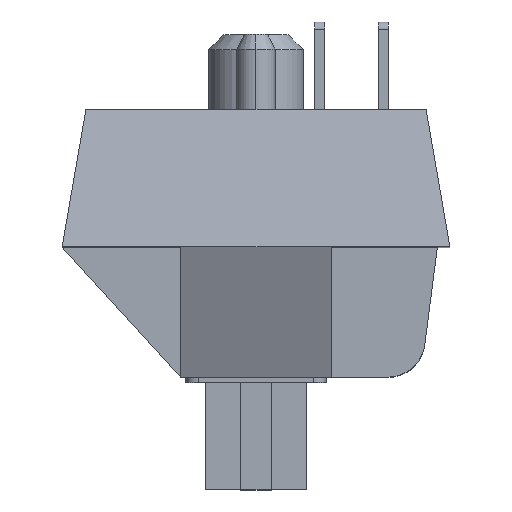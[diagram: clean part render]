
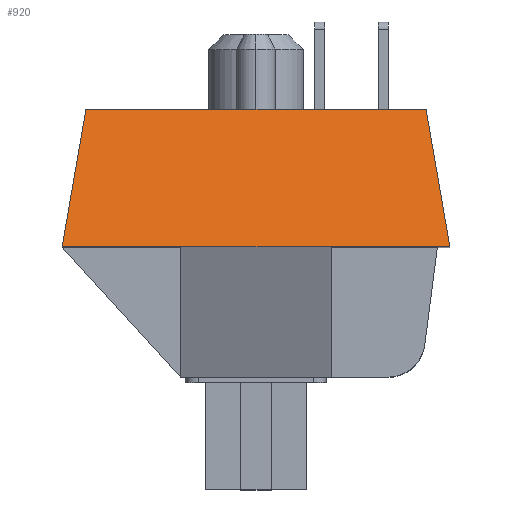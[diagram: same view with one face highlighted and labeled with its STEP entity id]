
A CAD part, top view. The second image highlights one B-rep face of the part: STEP entity #920.
In plain terms, the highlighted planar face has unit normal (0, 0.263, 0.965).
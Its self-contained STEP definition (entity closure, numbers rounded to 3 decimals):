
#80 = CARTESIAN_POINT ( 'NONE',  ( -7.75, 0., 7.75 ) ) ;
#290 = CARTESIAN_POINT ( 'NONE',  ( 6.8, 5.5, 6.25 ) ) ;
#319 = LINE ( 'NONE', #290, #2704 ) ;
#420 = CARTESIAN_POINT ( 'NONE',  ( 0., 0., 7.75 ) ) ;
#425 = ORIENTED_EDGE ( 'NONE', *, *, #2535, .F. ) ;
#624 = CARTESIAN_POINT ( 'NONE',  ( -3., 0., 7.75 ) ) ;
#670 = VERTEX_POINT ( 'NONE', #2906 ) ;
#674 = LINE ( 'NONE', #420, #692 ) ;
#692 = VECTOR ( 'NONE', #2136, 1000. ) ;
#715 = CARTESIAN_POINT ( 'NONE',  ( 0., 5.5, 6.25 ) ) ;
#782 = ORIENTED_EDGE ( 'NONE', *, *, #1221, .T. ) ;
#792 = CARTESIAN_POINT ( 'NONE',  ( -6.8, 5.5, 6.25 ) ) ;
#879 = VERTEX_POINT ( 'NONE', #792 ) ;
#920 = ADVANCED_FACE ( 'NONE', ( #1030 ), #2011, .T. ) ;
#928 = ORIENTED_EDGE ( 'NONE', *, *, #3025, .T. ) ;
#960 = ORIENTED_EDGE ( 'NONE', *, *, #2720, .F. ) ;
#1016 = DIRECTION ( 'NONE',  ( -1., 0., 0. ) ) ;
#1030 = FACE_OUTER_BOUND ( 'NONE', #2872, .T. ) ;
#1087 = DIRECTION ( 'NONE',  ( 0.164, 0.952, -0.26 ) ) ;
#1221 = EDGE_CURVE ( 'NONE', #2848, #1703, #3084, .T. ) ;
#1310 = DIRECTION ( 'NONE',  ( 0.164, -0.952, 0.26 ) ) ;
#1344 = CARTESIAN_POINT ( 'NONE',  ( 0., 0., 7.75 ) ) ;
#1521 = EDGE_CURVE ( 'NONE', #1594, #879, #3173, .T. ) ;
#1549 = LINE ( 'NONE', #2271, #1917 ) ;
#1594 = VERTEX_POINT ( 'NONE', #3186 ) ;
#1657 = ORIENTED_EDGE ( 'NONE', *, *, #2873, .T. ) ;
#1703 = VERTEX_POINT ( 'NONE', #624 ) ;
#1836 = DIRECTION ( 'NONE',  ( 1., 0., 0. ) ) ;
#1871 = LINE ( 'NONE', #80, #2031 ) ;
#1917 = VECTOR ( 'NONE', #2730, 1000. ) ;
#1963 = VECTOR ( 'NONE', #1016, 1000. ) ;
#2011 = PLANE ( 'NONE',  #2689 ) ;
#2031 = VECTOR ( 'NONE', #1087, 1000. ) ;
#2136 = DIRECTION ( 'NONE',  ( 1., 0., 0. ) ) ;
#2157 = ORIENTED_EDGE ( 'NONE', *, *, #1521, .T. ) ;
#2271 = CARTESIAN_POINT ( 'NONE',  ( 0., 0., 7.75 ) ) ;
#2433 = CARTESIAN_POINT ( 'NONE',  ( 7.75, 0., 7.75 ) ) ;
#2466 = CARTESIAN_POINT ( 'NONE',  ( -7.75, 0., 7.75 ) ) ;
#2535 = EDGE_CURVE ( 'NONE', #2848, #879, #1871, .T. ) ;
#2689 = AXIS2_PLACEMENT_3D ( 'NONE', #3005, #3054, #2791 ) ;
#2704 = VECTOR ( 'NONE', #1310, 1000. ) ;
#2720 = EDGE_CURVE ( 'NONE', #1594, #3080, #319, .T. ) ;
#2730 = DIRECTION ( 'NONE',  ( 1., 0., 0. ) ) ;
#2746 = VECTOR ( 'NONE', #1836, 1000. ) ;
#2791 = DIRECTION ( 'NONE',  ( 0., -0.965, 0.263 ) ) ;
#2848 = VERTEX_POINT ( 'NONE', #2466 ) ;
#2872 = EDGE_LOOP ( 'NONE', ( #960, #2157, #425, #782, #1657, #928 ) ) ;
#2873 = EDGE_CURVE ( 'NONE', #1703, #670, #1549, .T. ) ;
#2906 = CARTESIAN_POINT ( 'NONE',  ( 3., 0., 7.75 ) ) ;
#3005 = CARTESIAN_POINT ( 'NONE',  ( 0., 1.967, 7.213 ) ) ;
#3025 = EDGE_CURVE ( 'NONE', #670, #3080, #674, .T. ) ;
#3054 = DIRECTION ( 'NONE',  ( 0., 0.263, 0.965 ) ) ;
#3080 = VERTEX_POINT ( 'NONE', #2433 ) ;
#3084 = LINE ( 'NONE', #1344, #2746 ) ;
#3173 = LINE ( 'NONE', #715, #1963 ) ;
#3186 = CARTESIAN_POINT ( 'NONE',  ( 6.8, 5.5, 6.25 ) ) ;
